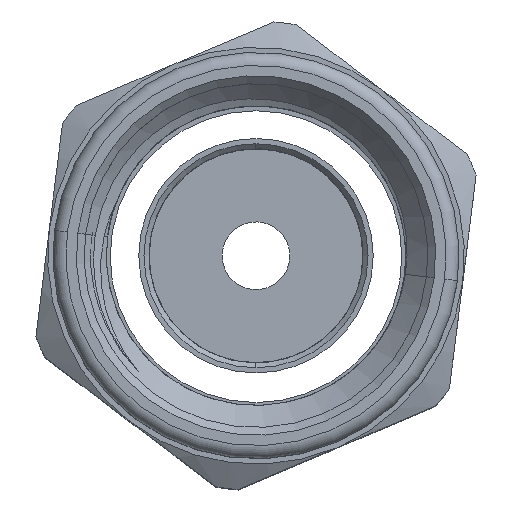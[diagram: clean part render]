
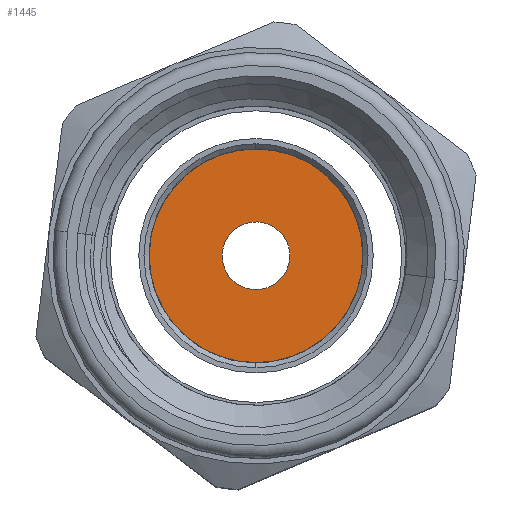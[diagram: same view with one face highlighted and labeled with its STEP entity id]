
A CAD part, top view. The second image highlights one B-rep face of the part: STEP entity #1445.
In plain terms, the highlighted planar face has unit normal (0, 0, 1).
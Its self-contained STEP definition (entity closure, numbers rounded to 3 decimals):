
#5 = CIRCLE ( 'NONE', #313, 0.65 ) ;
#108 = DIRECTION ( 'NONE',  ( 0., 0., -1. ) ) ;
#123 = AXIS2_PLACEMENT_3D ( 'NONE', #1115, #1833, #1269 ) ;
#223 = ORIENTED_EDGE ( 'NONE', *, *, #602, .F. ) ;
#290 = CARTESIAN_POINT ( 'NONE',  ( 0., 0., 17.7 ) ) ;
#313 = AXIS2_PLACEMENT_3D ( 'NONE', #2332, #108, #1592 ) ;
#393 = VERTEX_POINT ( 'NONE', #1236 ) ;
#411 = DIRECTION ( 'NONE',  ( -0.453, 0.891, 0. ) ) ;
#512 = CARTESIAN_POINT ( 'NONE',  ( 0.931, -1.832, 17.7 ) ) ;
#553 = ORIENTED_EDGE ( 'NONE', *, *, #902, .T. ) ;
#602 = EDGE_CURVE ( 'NONE', #2168, #1257, #2088, .T. ) ;
#760 = DIRECTION ( 'NONE',  ( 0., 0., -1. ) ) ;
#771 = CARTESIAN_POINT ( 'NONE',  ( 0., 0., 17.7 ) ) ;
#815 = PLANE ( 'NONE',  #1358 ) ;
#902 = EDGE_CURVE ( 'NONE', #393, #1010, #5, .T. ) ;
#948 = CARTESIAN_POINT ( 'NONE',  ( -0.294, 0.579, 17.7 ) ) ;
#969 = DIRECTION ( 'NONE',  ( 0.453, -0.891, 0. ) ) ;
#1010 = VERTEX_POINT ( 'NONE', #948 ) ;
#1083 = EDGE_CURVE ( 'NONE', #1010, #393, #2298, .T. ) ;
#1115 = CARTESIAN_POINT ( 'NONE',  ( 0., 0., 17.7 ) ) ;
#1189 = CARTESIAN_POINT ( 'NONE',  ( -0.931, 1.832, 17.7 ) ) ;
#1236 = CARTESIAN_POINT ( 'NONE',  ( 0.294, -0.579, 17.7 ) ) ;
#1257 = VERTEX_POINT ( 'NONE', #512 ) ;
#1269 = DIRECTION ( 'NONE',  ( -0.453, 0.891, 0. ) ) ;
#1358 = AXIS2_PLACEMENT_3D ( 'NONE', #1712, #1678, #969 ) ;
#1445 = ADVANCED_FACE ( 'NONE', ( #1491, #2211 ), #815, .T. ) ;
#1487 = EDGE_CURVE ( 'NONE', #1257, #2168, #1651, .T. ) ;
#1491 = FACE_BOUND ( 'NONE', #1916, .T. ) ;
#1508 = ORIENTED_EDGE ( 'NONE', *, *, #1083, .T. ) ;
#1592 = DIRECTION ( 'NONE',  ( -0.453, 0.891, 0. ) ) ;
#1651 = CIRCLE ( 'NONE', #1996, 2.055 ) ;
#1678 = DIRECTION ( 'NONE',  ( 0., 0., 1. ) ) ;
#1712 = CARTESIAN_POINT ( 'NONE',  ( -0.294, 0.579, 17.7 ) ) ;
#1833 = DIRECTION ( 'NONE',  ( 0., 0., -1. ) ) ;
#1916 = EDGE_LOOP ( 'NONE', ( #1508, #553 ) ) ;
#1928 = DIRECTION ( 'NONE',  ( 0., 0., -1. ) ) ;
#1974 = ORIENTED_EDGE ( 'NONE', *, *, #1487, .F. ) ;
#1996 = AXIS2_PLACEMENT_3D ( 'NONE', #290, #1928, #2127 ) ;
#2051 = AXIS2_PLACEMENT_3D ( 'NONE', #771, #760, #411 ) ;
#2088 = CIRCLE ( 'NONE', #2051, 2.055 ) ;
#2127 = DIRECTION ( 'NONE',  ( -0.453, 0.891, 0. ) ) ;
#2168 = VERTEX_POINT ( 'NONE', #1189 ) ;
#2211 = FACE_OUTER_BOUND ( 'NONE', #2230, .T. ) ;
#2230 = EDGE_LOOP ( 'NONE', ( #223, #1974 ) ) ;
#2298 = CIRCLE ( 'NONE', #123, 0.65 ) ;
#2332 = CARTESIAN_POINT ( 'NONE',  ( 0., 0., 17.7 ) ) ;
